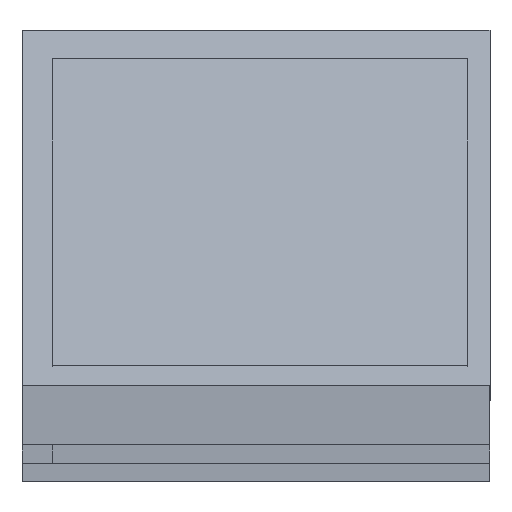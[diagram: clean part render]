
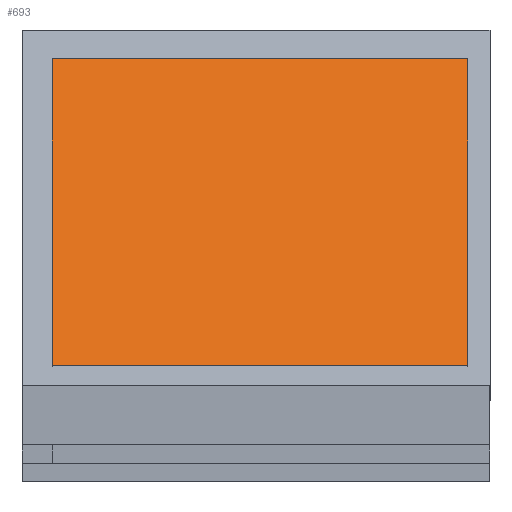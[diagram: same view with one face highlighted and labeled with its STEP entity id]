
A CAD part, front view. The second image highlights one B-rep face of the part: STEP entity #693.
In plain terms, the highlighted free-form (B-spline) face has degree [1, 1] with [2, 2] control points.
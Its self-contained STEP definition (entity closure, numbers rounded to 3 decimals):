
#611 = VERTEX_POINT('',#612);
#612 = CARTESIAN_POINT('',(-357.425,1588.248,
    1652.134));
#617 = EDGE_CURVE('',#611,#618,#620,.T.);
#618 = VERTEX_POINT('',#619);
#619 = CARTESIAN_POINT('',(1419.791,1588.248,
    1652.134));
#620 = B_SPLINE_CURVE_WITH_KNOTS('',1,(#621,#622),.UNSPECIFIED.,.F.,.F.,
  (2,2),(-56.208,0.),.PIECEWISE_BEZIER_KNOTS.);
#621 = CARTESIAN_POINT('',(-357.425,1588.248,
    1652.134));
#622 = CARTESIAN_POINT('',(1419.791,1588.248,
    1652.134));
#639 = VERTEX_POINT('',#640);
#640 = CARTESIAN_POINT('',(-357.425,996.98,
    341.053));
#645 = EDGE_CURVE('',#639,#611,#646,.T.);
#646 = B_SPLINE_CURVE_WITH_KNOTS('',1,(#647,#648),.UNSPECIFIED.,.F.,.F.,
  (2,2),(-45.487,0.),.PIECEWISE_BEZIER_KNOTS.);
#647 = CARTESIAN_POINT('',(-357.425,996.98,
    341.053));
#648 = CARTESIAN_POINT('',(-357.425,1588.248,
    1652.134));
#661 = EDGE_CURVE('',#618,#662,#664,.T.);
#662 = VERTEX_POINT('',#663);
#663 = CARTESIAN_POINT('',(1419.791,996.98,
    341.053));
#664 = B_SPLINE_CURVE_WITH_KNOTS('',1,(#665,#666),.UNSPECIFIED.,.F.,.F.,
  (2,2),(-45.487,0.),.PIECEWISE_BEZIER_KNOTS.);
#665 = CARTESIAN_POINT('',(1419.791,1588.248,
    1652.134));
#666 = CARTESIAN_POINT('',(1419.791,996.98,
    341.053));
#683 = EDGE_CURVE('',#662,#639,#684,.T.);
#684 = B_SPLINE_CURVE_WITH_KNOTS('',1,(#685,#686),.UNSPECIFIED.,.F.,.F.,
  (2,2),(-56.208,0.),.PIECEWISE_BEZIER_KNOTS.);
#685 = CARTESIAN_POINT('',(1419.791,996.98,
    341.053));
#686 = CARTESIAN_POINT('',(-357.425,996.98,
    341.053));
#693 = ADVANCED_FACE('',(#694),#700,.T.);
#694 = FACE_BOUND('',#695,.T.);
#695 = EDGE_LOOP('',(#696,#697,#698,#699));
#696 = ORIENTED_EDGE('',*,*,#645,.F.);
#697 = ORIENTED_EDGE('',*,*,#683,.F.);
#698 = ORIENTED_EDGE('',*,*,#661,.F.);
#699 = ORIENTED_EDGE('',*,*,#617,.F.);
#700 = B_SPLINE_SURFACE_WITH_KNOTS('',1,1,(
    (#701,#702)
    ,(#703,#704
    )),.UNSPECIFIED.,.F.,.F.,.F.,(2,2),(2,2),(-22.744,
    22.744),(-28.105,28.105),
  .PIECEWISE_BEZIER_KNOTS.);
#701 = CARTESIAN_POINT('',(-357.457,1588.261,
    1652.163));
#702 = CARTESIAN_POINT('',(1419.823,1588.261,
    1652.163));
#703 = CARTESIAN_POINT('',(-357.457,996.967,
    341.025));
#704 = CARTESIAN_POINT('',(1419.823,996.967,
    341.025));
